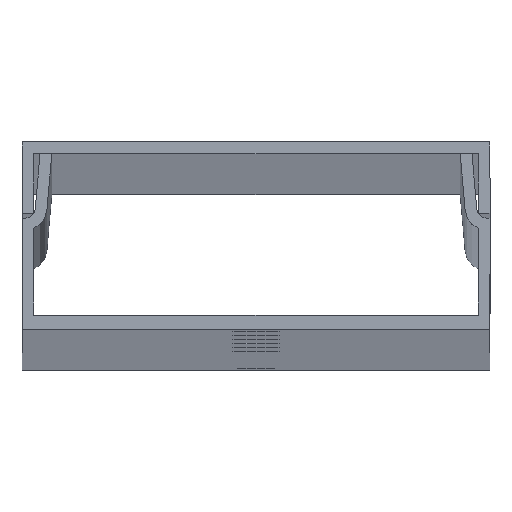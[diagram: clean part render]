
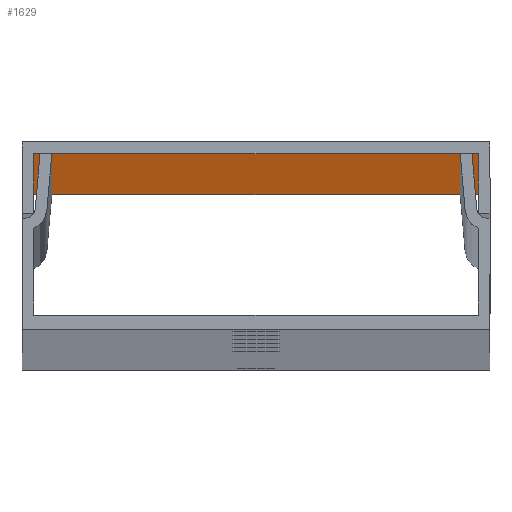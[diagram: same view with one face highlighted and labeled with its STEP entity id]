
A CAD part, top view. The second image highlights one B-rep face of the part: STEP entity #1629.
In plain terms, the highlighted planar face has unit normal (0, -1, 0).
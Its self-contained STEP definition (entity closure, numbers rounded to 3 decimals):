
#17 = EDGE_CURVE ( 'NONE', #715, #1164, #674, .T. ) ;
#46 = CARTESIAN_POINT ( 'NONE',  ( -19., 15., 1000. ) ) ;
#167 = CARTESIAN_POINT ( 'NONE',  ( -19., 15., -1000. ) ) ;
#247 = LINE ( 'NONE', #255, #288 ) ;
#255 = CARTESIAN_POINT ( 'NONE',  ( 19., 15., -1000. ) ) ;
#288 = VECTOR ( 'NONE', #1645, 1000. ) ;
#360 = PLANE ( 'NONE',  #782 ) ;
#384 = LINE ( 'NONE', #470, #437 ) ;
#437 = VECTOR ( 'NONE', #660, 1000. ) ;
#470 = CARTESIAN_POINT ( 'NONE',  ( -19., 15., -1000. ) ) ;
#472 = EDGE_CURVE ( 'NONE', #1577, #516, #1046, .T. ) ;
#482 = VECTOR ( 'NONE', #1614, 1000. ) ;
#516 = VERTEX_POINT ( 'NONE', #1114 ) ;
#540 = ORIENTED_EDGE ( 'NONE', *, *, #1151, .F. ) ;
#544 = DIRECTION ( 'NONE',  ( 1., 0., 0. ) ) ;
#641 = VECTOR ( 'NONE', #1148, 1000. ) ;
#660 = DIRECTION ( 'NONE',  ( 0., 0., 1. ) ) ;
#670 = ORIENTED_EDGE ( 'NONE', *, *, #17, .F. ) ;
#674 = LINE ( 'NONE', #1029, #641 ) ;
#715 = VERTEX_POINT ( 'NONE', #46 ) ;
#782 = AXIS2_PLACEMENT_3D ( 'NONE', #918, #1502, #544 ) ;
#838 = ORIENTED_EDGE ( 'NONE', *, *, #1321, .T. ) ;
#918 = CARTESIAN_POINT ( 'NONE',  ( 19., 15., -1000. ) ) ;
#1029 = CARTESIAN_POINT ( 'NONE',  ( 19., 15., 1000. ) ) ;
#1046 = LINE ( 'NONE', #167, #482 ) ;
#1070 = ORIENTED_EDGE ( 'NONE', *, *, #472, .T. ) ;
#1114 = CARTESIAN_POINT ( 'NONE',  ( 19., 15., -1000. ) ) ;
#1123 = EDGE_LOOP ( 'NONE', ( #838, #670, #540, #1070 ) ) ;
#1148 = DIRECTION ( 'NONE',  ( 1., 0., 0. ) ) ;
#1151 = EDGE_CURVE ( 'NONE', #1577, #715, #384, .T. ) ;
#1164 = VERTEX_POINT ( 'NONE', #1197 ) ;
#1197 = CARTESIAN_POINT ( 'NONE',  ( 19., 15., 1000. ) ) ;
#1321 = EDGE_CURVE ( 'NONE', #516, #1164, #247, .T. ) ;
#1389 = FACE_OUTER_BOUND ( 'NONE', #1123, .T. ) ;
#1496 = CARTESIAN_POINT ( 'NONE',  ( -19., 15., -1000. ) ) ;
#1502 = DIRECTION ( 'NONE',  ( 0., -1., 0. ) ) ;
#1577 = VERTEX_POINT ( 'NONE', #1496 ) ;
#1614 = DIRECTION ( 'NONE',  ( 1., 0., 0. ) ) ;
#1629 = ADVANCED_FACE ( 'NONE', ( #1389 ), #360, .T. ) ;
#1645 = DIRECTION ( 'NONE',  ( 0., 0., 1. ) ) ;
